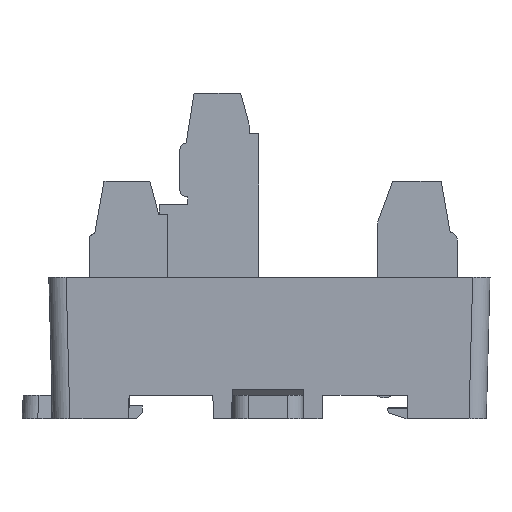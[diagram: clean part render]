
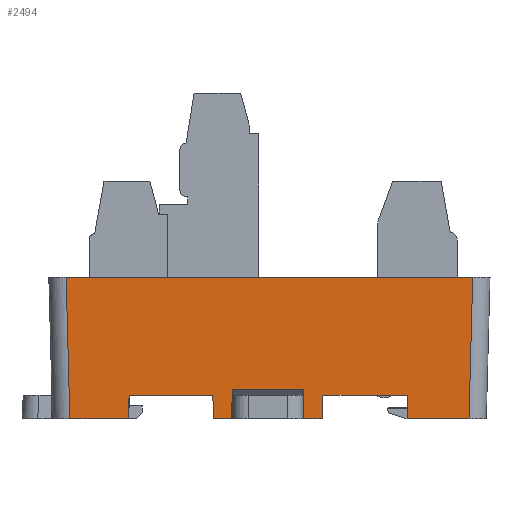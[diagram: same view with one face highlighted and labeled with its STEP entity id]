
A CAD part, left-side view. The second image highlights one B-rep face of the part: STEP entity #2494.
In plain terms, the highlighted planar face has unit normal (-1, 0, -0.026).
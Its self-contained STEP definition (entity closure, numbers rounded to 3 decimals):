
#1407=FACE_OUTER_BOUND('',#5182,.T.);
#2494=ADVANCED_FACE('',(#1407),#3662,.T.);
#3662=PLANE('',#22586);
#5182=EDGE_LOOP('',(#7323,#7324,#7325,#7326,#7327,#7328,#7329,#7330,#7331,
#7332,#7333,#7334,#7335,#7336,#7337,#7338));
#7323=ORIENTED_EDGE('',*,*,#14882,.T.);
#7324=ORIENTED_EDGE('',*,*,#15138,.F.);
#7325=ORIENTED_EDGE('',*,*,#15139,.T.);
#7326=ORIENTED_EDGE('',*,*,#15140,.F.);
#7327=ORIENTED_EDGE('',*,*,#15141,.T.);
#7328=ORIENTED_EDGE('',*,*,#15142,.F.);
#7329=ORIENTED_EDGE('',*,*,#15143,.T.);
#7330=ORIENTED_EDGE('',*,*,#15144,.T.);
#7331=ORIENTED_EDGE('',*,*,#14868,.T.);
#7332=ORIENTED_EDGE('',*,*,#15133,.T.);
#7333=ORIENTED_EDGE('',*,*,#15062,.T.);
#7334=ORIENTED_EDGE('',*,*,#15136,.T.);
#7335=ORIENTED_EDGE('',*,*,#15040,.F.);
#7336=ORIENTED_EDGE('',*,*,#15137,.T.);
#7337=ORIENTED_EDGE('',*,*,#15058,.T.);
#7338=ORIENTED_EDGE('',*,*,#15075,.F.);
#12866=VERTEX_POINT('',#30033);
#12867=VERTEX_POINT('',#30035);
#12880=VERTEX_POINT('',#30061);
#12881=VERTEX_POINT('',#30063);
#12993=VERTEX_POINT('',#30376);
#12994=VERTEX_POINT('',#30377);
#13004=VERTEX_POINT('',#30406);
#13005=VERTEX_POINT('',#30408);
#13008=VERTEX_POINT('',#30415);
#13009=VERTEX_POINT('',#30417);
#13046=VERTEX_POINT('',#30571);
#13047=VERTEX_POINT('',#30573);
#13048=VERTEX_POINT('',#30575);
#13049=VERTEX_POINT('',#30577);
#13050=VERTEX_POINT('',#30579);
#13051=VERTEX_POINT('',#30581);
#14868=EDGE_CURVE('',#12867,#12866,#17855,.T.);
#14882=EDGE_CURVE('',#12881,#12880,#17867,.T.);
#15040=EDGE_CURVE('',#12993,#12994,#18020,.T.);
#15058=EDGE_CURVE('',#13005,#13004,#18034,.T.);
#15062=EDGE_CURVE('',#13009,#13008,#18036,.T.);
#15075=EDGE_CURVE('',#12881,#13004,#18048,.T.);
#15133=EDGE_CURVE('',#12866,#13009,#18102,.T.);
#15136=EDGE_CURVE('',#13008,#12994,#18105,.T.);
#15137=EDGE_CURVE('',#12993,#13005,#18106,.T.);
#15138=EDGE_CURVE('',#13046,#12880,#18107,.T.);
#15139=EDGE_CURVE('',#13046,#13047,#18108,.T.);
#15140=EDGE_CURVE('',#13048,#13047,#18109,.T.);
#15141=EDGE_CURVE('',#13048,#13049,#18110,.T.);
#15142=EDGE_CURVE('',#13050,#13049,#18111,.T.);
#15143=EDGE_CURVE('',#13050,#13051,#18112,.T.);
#15144=EDGE_CURVE('',#13051,#12867,#18113,.T.);
#17855=LINE('',#30034,#20239);
#17867=LINE('',#30062,#20251);
#18020=LINE('',#30375,#20404);
#18034=LINE('',#30407,#20418);
#18036=LINE('',#30416,#20420);
#18048=LINE('',#30441,#20432);
#18102=LINE('',#30559,#20486);
#18105=LINE('',#30564,#20489);
#18106=LINE('',#30568,#20490);
#18107=LINE('',#30570,#20491);
#18108=LINE('',#30572,#20492);
#18109=LINE('',#30574,#20493);
#18110=LINE('',#30576,#20494);
#18111=LINE('',#30578,#20495);
#18112=LINE('',#30580,#20496);
#18113=LINE('',#30582,#20497);
#20239=VECTOR('',#24210,1.);
#20251=VECTOR('',#24226,1.);
#20404=VECTOR('',#24475,1.);
#20418=VECTOR('',#24501,1.);
#20420=VECTOR('',#24509,1.);
#20432=VECTOR('',#24529,1.);
#20486=VECTOR('',#24655,1.);
#20489=VECTOR('',#24662,1.);
#20490=VECTOR('',#24669,1.);
#20491=VECTOR('',#24672,1.);
#20492=VECTOR('',#24673,1.);
#20493=VECTOR('',#24674,1.);
#20494=VECTOR('',#24675,1.);
#20495=VECTOR('',#24676,1.);
#20496=VECTOR('',#24677,1.);
#20497=VECTOR('',#24678,1.);
#22586=AXIS2_PLACEMENT_3D('',#30583,#24679,#24680);
#24210=DIRECTION('',(0.,-1.,0.));
#24226=DIRECTION('',(0.,-1.,0.));
#24475=DIRECTION('',(0.,-1.,0.));
#24501=DIRECTION('',(0.,-1.,0.));
#24509=DIRECTION('',(0.,-1.,0.));
#24529=DIRECTION('',(0.026,0.017,-1.));
#24655=DIRECTION('',(0.026,-0.017,-1.));
#24662=DIRECTION('',(-0.026,-0.026,0.999));
#24669=DIRECTION('',(0.026,-0.026,-0.999));
#24672=DIRECTION('',(-0.026,0.035,0.999));
#24673=DIRECTION('',(0.,-1.,0.));
#24674=DIRECTION('',(0.026,0.009,-1.));
#24675=DIRECTION('',(0.,-1.,0.));
#24676=DIRECTION('',(-0.026,0.009,1.));
#24677=DIRECTION('',(0.,-1.,0.));
#24678=DIRECTION('',(-0.026,-0.035,0.999));
#24679=DIRECTION('',(-1.,0.,-0.026));
#24680=DIRECTION('',(-0.026,0.,1.));
#30033=CARTESIAN_POINT('',(121.443,-17.314,-13.25));
#30034=CARTESIAN_POINT('',(121.443,0.436,-13.25));
#30035=CARTESIAN_POINT('',(121.443,-6.564,-13.25));
#30061=CARTESIAN_POINT('',(121.443,7.436,-13.25));
#30062=CARTESIAN_POINT('',(121.443,0.436,-13.25));
#30063=CARTESIAN_POINT('',(121.443,18.086,-13.25));
#30375=CARTESIAN_POINT('',(121.05,-0.064,1.75));
#30376=CARTESIAN_POINT('',(121.05,26.087,1.75));
#30377=CARTESIAN_POINT('',(121.05,-25.615,1.75));
#30406=CARTESIAN_POINT('',(121.521,18.138,-16.25));
#30407=CARTESIAN_POINT('',(121.521,0.436,-16.25));
#30408=CARTESIAN_POINT('',(121.521,25.616,-16.25));
#30415=CARTESIAN_POINT('',(121.521,-25.143,-16.25));
#30416=CARTESIAN_POINT('',(121.521,-0.064,-16.25));
#30417=CARTESIAN_POINT('',(121.521,-17.366,-16.25));
#30441=CARTESIAN_POINT('',(121.474,18.107,-14.454));
#30559=CARTESIAN_POINT('',(121.042,-17.047,2.044));
#30564=CARTESIAN_POINT('',(121.067,-25.597,1.09));
#30568=CARTESIAN_POINT('',(121.067,26.07,1.09));
#30570=CARTESIAN_POINT('',(121.474,7.394,-14.452));
#30571=CARTESIAN_POINT('',(121.521,7.331,-16.25));
#30572=CARTESIAN_POINT('',(121.521,0.436,-16.25));
#30573=CARTESIAN_POINT('',(121.521,5.012,-16.25));
#30574=CARTESIAN_POINT('',(121.049,4.855,1.79));
#30575=CARTESIAN_POINT('',(121.424,4.98,-12.524));
#30576=CARTESIAN_POINT('',(121.424,-209.009,-12.524));
#30577=CARTESIAN_POINT('',(121.424,-4.108,-12.524));
#30578=CARTESIAN_POINT('',(121.049,-3.983,1.782));
#30579=CARTESIAN_POINT('',(121.521,-4.14,-16.25));
#30580=CARTESIAN_POINT('',(121.521,0.436,-16.25));
#30581=CARTESIAN_POINT('',(121.521,-6.459,-16.25));
#30582=CARTESIAN_POINT('',(121.056,-7.079,1.503));
#30583=CARTESIAN_POINT('',(121.05,-0.064,1.747));
